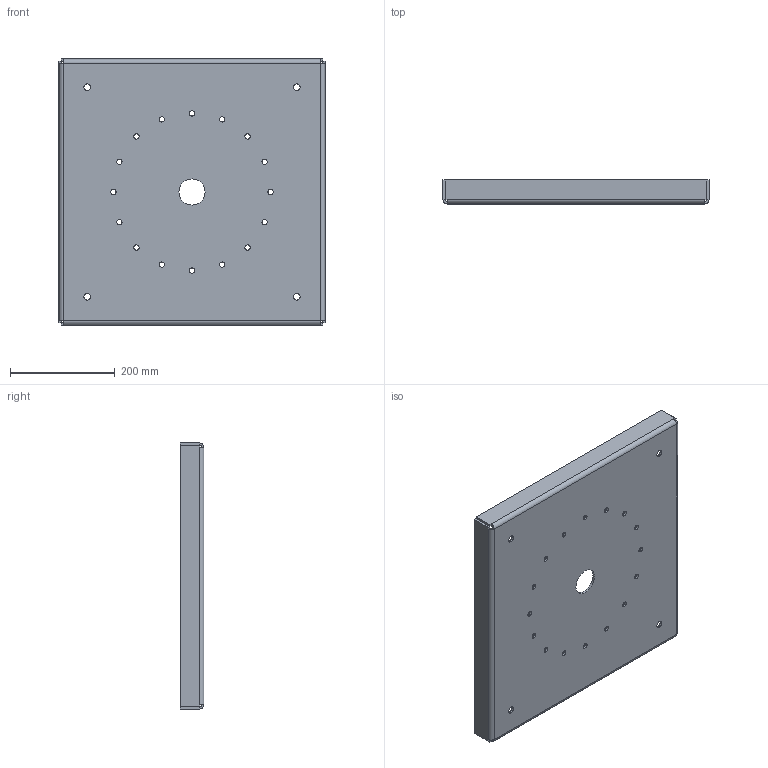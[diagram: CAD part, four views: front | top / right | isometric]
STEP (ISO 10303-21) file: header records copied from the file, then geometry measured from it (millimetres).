
FILE_DESCRIPTION(/* description */ ('STEP AP214'),/* implementation_level */ '2;1');
FILE_NAME(/* name */ '68c94d952322bdc355b55a70',/* time_stamp */ '2025-09-16T11:44:22Z',/* author */ (''),/* organization */ (''),/* preprocessor_version */ 'ST-DEVELOPER v20',/* originating_system */ 'ONSHAPE BY PTC INC, 1.203',/* authorisation */ ' ');
FILE_SCHEMA (('AUTOMOTIVE_DESIGN {1 0 10303 214 3 1 1}'));
Length unit declared in the file: metre
Products named in the file (1): Part 1
Bounding box: 508 x 45 x 508 mm (x, y, z)
Volume: 1323206.8 mm3; surface area: 674496.6 mm2
Topology: 1 solids, 1 shells, 67 faces, 163 edges, 98 vertices
Faces by surface type: plane 38, cylinder 29
Full cylindrical faces by diameter (mm): 10 x16, 13 x4, 50 x1
Entity records: 1948 total; most frequent: DIRECTION 336, CARTESIAN_POINT 308, ORIENTED_EDGE 284, EDGE_CURVE 142, EDGE_LOOP 130, FACE_BOUND 130, AXIS2_PLACEMENT_3D 126, VERTEX_POINT 98
